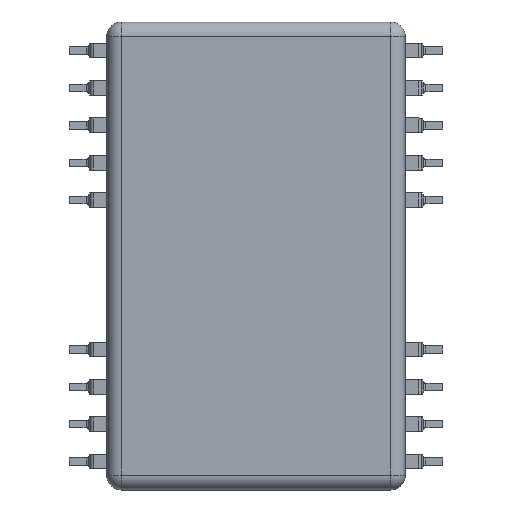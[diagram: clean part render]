
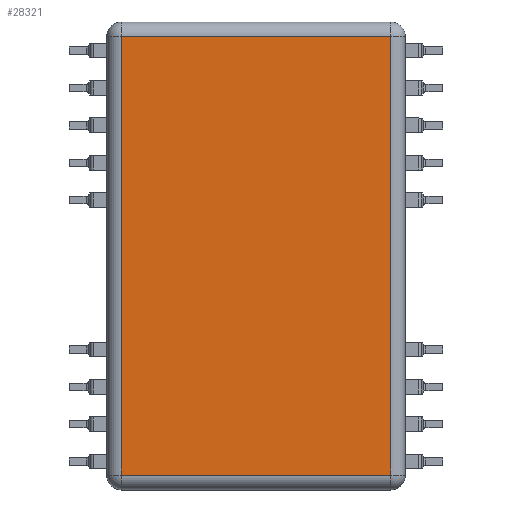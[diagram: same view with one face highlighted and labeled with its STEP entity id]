
A CAD part, top view. The second image highlights one B-rep face of the part: STEP entity #28321.
In plain terms, the highlighted planar face has unit normal (0, 0, 1).
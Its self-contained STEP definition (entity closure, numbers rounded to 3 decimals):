
#27424 = CYLINDRICAL_SURFACE('',#27425,1.);
#27425 = AXIS2_PLACEMENT_3D('',#27426,#27427,#27428);
#27426 = CARTESIAN_POINT('',(-10.16,-14.9,10.2));
#27427 = DIRECTION('',(1.,0.,0.));
#27428 = DIRECTION('',(0.,-1.,0.));
#27842 = VERTEX_POINT('',#27843);
#27843 = CARTESIAN_POINT('',(-9.16,-14.9,11.2));
#27863 = EDGE_CURVE('',#27842,#27864,#27866,.T.);
#27864 = VERTEX_POINT('',#27865);
#27865 = CARTESIAN_POINT('',(9.14,-14.9,11.2));
#27866 = SURFACE_CURVE('',#27867,(#27871,#27878),.PCURVE_S1.);
#27867 = LINE('',#27868,#27869);
#27868 = CARTESIAN_POINT('',(-10.16,-14.9,11.2));
#27869 = VECTOR('',#27870,1.);
#27870 = DIRECTION('',(1.,0.,0.));
#27871 = PCURVE('',#27424,#27872);
#27872 = DEFINITIONAL_REPRESENTATION('',(#27873),#27877);
#27873 = LINE('',#27874,#27875);
#27874 = CARTESIAN_POINT('',(-1.571,0.));
#27875 = VECTOR('',#27876,1.);
#27876 = DIRECTION('',(0.,1.));
#27877 = ( GEOMETRIC_REPRESENTATION_CONTEXT(2) 
PARAMETRIC_REPRESENTATION_CONTEXT() REPRESENTATION_CONTEXT('2D SPACE',''
  ) );
#27878 = PCURVE('',#27879,#27884);
#27879 = PLANE('',#27880);
#27880 = AXIS2_PLACEMENT_3D('',#27881,#27882,#27883);
#27881 = CARTESIAN_POINT('',(-0.01,0.,11.2));
#27882 = DIRECTION('',(0.,0.,1.));
#27883 = DIRECTION('',(1.,0.,0.));
#27884 = DEFINITIONAL_REPRESENTATION('',(#27885),#27889);
#27885 = LINE('',#27886,#27887);
#27886 = CARTESIAN_POINT('',(-10.15,-14.9));
#27887 = VECTOR('',#27888,1.);
#27888 = DIRECTION('',(1.,0.));
#27889 = ( GEOMETRIC_REPRESENTATION_CONTEXT(2) 
PARAMETRIC_REPRESENTATION_CONTEXT() REPRESENTATION_CONTEXT('2D SPACE',''
  ) );
#27953 = CYLINDRICAL_SURFACE('',#27954,1.);
#27954 = AXIS2_PLACEMENT_3D('',#27955,#27956,#27957);
#27955 = CARTESIAN_POINT('',(-9.16,15.9,10.2));
#27956 = DIRECTION('',(0.,-1.,0.));
#27957 = DIRECTION('',(-1.,0.,0.));
#27987 = CYLINDRICAL_SURFACE('',#27988,1.);
#27988 = AXIS2_PLACEMENT_3D('',#27989,#27990,#27991);
#27989 = CARTESIAN_POINT('',(9.14,-15.9,10.2));
#27990 = DIRECTION('',(0.,1.,0.));
#27991 = DIRECTION('',(1.,0.,0.));
#28149 = CYLINDRICAL_SURFACE('',#28150,1.);
#28150 = AXIS2_PLACEMENT_3D('',#28151,#28152,#28153);
#28151 = CARTESIAN_POINT('',(10.14,14.9,10.2));
#28152 = DIRECTION('',(-1.,0.,0.));
#28153 = DIRECTION('',(0.,1.,0.));
#28321 = ADVANCED_FACE('',(#28322),#27879,.T.);
#28322 = FACE_BOUND('',#28323,.T.);
#28323 = EDGE_LOOP('',(#28324,#28325,#28348,#28371));
#28324 = ORIENTED_EDGE('',*,*,#27863,.T.);
#28325 = ORIENTED_EDGE('',*,*,#28326,.T.);
#28326 = EDGE_CURVE('',#27864,#28327,#28329,.T.);
#28327 = VERTEX_POINT('',#28328);
#28328 = CARTESIAN_POINT('',(9.14,14.9,11.2));
#28329 = SURFACE_CURVE('',#28330,(#28334,#28341),.PCURVE_S1.);
#28330 = LINE('',#28331,#28332);
#28331 = CARTESIAN_POINT('',(9.14,-15.9,11.2));
#28332 = VECTOR('',#28333,1.);
#28333 = DIRECTION('',(0.,1.,0.));
#28334 = PCURVE('',#27879,#28335);
#28335 = DEFINITIONAL_REPRESENTATION('',(#28336),#28340);
#28336 = LINE('',#28337,#28338);
#28337 = CARTESIAN_POINT('',(9.15,-15.9));
#28338 = VECTOR('',#28339,1.);
#28339 = DIRECTION('',(0.,1.));
#28340 = ( GEOMETRIC_REPRESENTATION_CONTEXT(2) 
PARAMETRIC_REPRESENTATION_CONTEXT() REPRESENTATION_CONTEXT('2D SPACE',''
  ) );
#28341 = PCURVE('',#27987,#28342);
#28342 = DEFINITIONAL_REPRESENTATION('',(#28343),#28347);
#28343 = LINE('',#28344,#28345);
#28344 = CARTESIAN_POINT('',(-1.571,0.));
#28345 = VECTOR('',#28346,1.);
#28346 = DIRECTION('',(0.,1.));
#28347 = ( GEOMETRIC_REPRESENTATION_CONTEXT(2) 
PARAMETRIC_REPRESENTATION_CONTEXT() REPRESENTATION_CONTEXT('2D SPACE',''
  ) );
#28348 = ORIENTED_EDGE('',*,*,#28349,.T.);
#28349 = EDGE_CURVE('',#28327,#28350,#28352,.T.);
#28350 = VERTEX_POINT('',#28351);
#28351 = CARTESIAN_POINT('',(-9.16,14.9,11.2));
#28352 = SURFACE_CURVE('',#28353,(#28357,#28364),.PCURVE_S1.);
#28353 = LINE('',#28354,#28355);
#28354 = CARTESIAN_POINT('',(10.14,14.9,11.2));
#28355 = VECTOR('',#28356,1.);
#28356 = DIRECTION('',(-1.,0.,0.));
#28357 = PCURVE('',#27879,#28358);
#28358 = DEFINITIONAL_REPRESENTATION('',(#28359),#28363);
#28359 = LINE('',#28360,#28361);
#28360 = CARTESIAN_POINT('',(10.15,14.9));
#28361 = VECTOR('',#28362,1.);
#28362 = DIRECTION('',(-1.,0.));
#28363 = ( GEOMETRIC_REPRESENTATION_CONTEXT(2) 
PARAMETRIC_REPRESENTATION_CONTEXT() REPRESENTATION_CONTEXT('2D SPACE',''
  ) );
#28364 = PCURVE('',#28149,#28365);
#28365 = DEFINITIONAL_REPRESENTATION('',(#28366),#28370);
#28366 = LINE('',#28367,#28368);
#28367 = CARTESIAN_POINT('',(-1.571,0.));
#28368 = VECTOR('',#28369,1.);
#28369 = DIRECTION('',(0.,1.));
#28370 = ( GEOMETRIC_REPRESENTATION_CONTEXT(2) 
PARAMETRIC_REPRESENTATION_CONTEXT() REPRESENTATION_CONTEXT('2D SPACE',''
  ) );
#28371 = ORIENTED_EDGE('',*,*,#28372,.T.);
#28372 = EDGE_CURVE('',#28350,#27842,#28373,.T.);
#28373 = SURFACE_CURVE('',#28374,(#28378,#28385),.PCURVE_S1.);
#28374 = LINE('',#28375,#28376);
#28375 = CARTESIAN_POINT('',(-9.16,15.9,11.2));
#28376 = VECTOR('',#28377,1.);
#28377 = DIRECTION('',(0.,-1.,0.));
#28378 = PCURVE('',#27879,#28379);
#28379 = DEFINITIONAL_REPRESENTATION('',(#28380),#28384);
#28380 = LINE('',#28381,#28382);
#28381 = CARTESIAN_POINT('',(-9.15,15.9));
#28382 = VECTOR('',#28383,1.);
#28383 = DIRECTION('',(0.,-1.));
#28384 = ( GEOMETRIC_REPRESENTATION_CONTEXT(2) 
PARAMETRIC_REPRESENTATION_CONTEXT() REPRESENTATION_CONTEXT('2D SPACE',''
  ) );
#28385 = PCURVE('',#27953,#28386);
#28386 = DEFINITIONAL_REPRESENTATION('',(#28387),#28391);
#28387 = LINE('',#28388,#28389);
#28388 = CARTESIAN_POINT('',(-1.571,0.));
#28389 = VECTOR('',#28390,1.);
#28390 = DIRECTION('',(0.,1.));
#28391 = ( GEOMETRIC_REPRESENTATION_CONTEXT(2) 
PARAMETRIC_REPRESENTATION_CONTEXT() REPRESENTATION_CONTEXT('2D SPACE',''
  ) );
